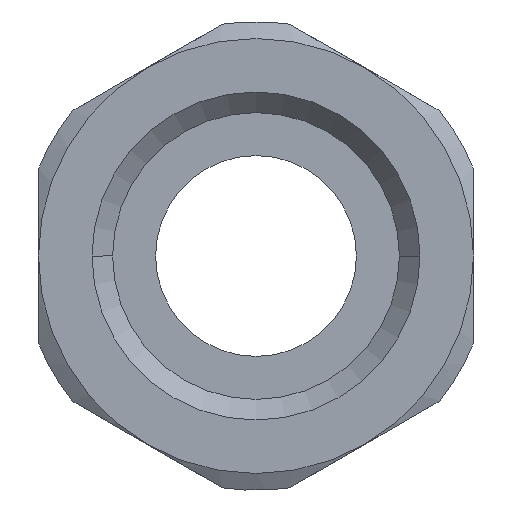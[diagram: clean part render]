
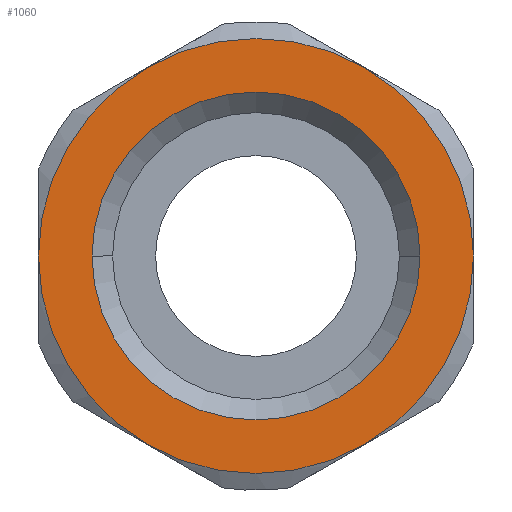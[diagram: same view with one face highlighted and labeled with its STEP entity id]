
A CAD part, front view. The second image highlights one B-rep face of the part: STEP entity #1060.
In plain terms, the highlighted planar face has unit normal (0, -1, 0).
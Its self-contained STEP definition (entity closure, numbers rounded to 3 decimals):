
#1060=ADVANCED_FACE('',(#2647,#2648),#2649,.T.);
#2647=FACE_OUTER_BOUND('',#5177,.T.);
#2648=FACE_BOUND('',#5178,.T.);
#2649=PLANE('',#5179);
#5177=EDGE_LOOP('',(#9374,#9375,#9376,#9377,#9378,#9379));
#5178=EDGE_LOOP('',(#9380,#9381));
#5179=AXIS2_PLACEMENT_3D('',#9382,#9383,#9384);
#9374=ORIENTED_EDGE('',*,*,#15247,.F.);
#9375=ORIENTED_EDGE('',*,*,#15248,.F.);
#9376=ORIENTED_EDGE('',*,*,#15249,.F.);
#9377=ORIENTED_EDGE('',*,*,#15250,.F.);
#9378=ORIENTED_EDGE('',*,*,#15251,.F.);
#9379=ORIENTED_EDGE('',*,*,#15252,.F.);
#9380=ORIENTED_EDGE('',*,*,#15253,.T.);
#9381=ORIENTED_EDGE('',*,*,#15254,.T.);
#9382=CARTESIAN_POINT('',(0.0,-10.35,0.0));
#9383=DIRECTION('',(0.0,-1.0,0.0));
#9384=DIRECTION('',(0.0,0.0,-1.0));
#15247=EDGE_CURVE('',#18331,#18332,#18333,.T.);
#15248=EDGE_CURVE('',#18334,#18331,#18335,.T.);
#15249=EDGE_CURVE('',#17253,#18334,#18336,.T.);
#15250=EDGE_CURVE('',#18337,#17253,#18338,.T.);
#15251=EDGE_CURVE('',#17793,#18337,#18339,.T.);
#15252=EDGE_CURVE('',#18332,#17793,#18340,.T.);
#15253=EDGE_CURVE('',#18341,#18342,#18343,.T.);
#15254=EDGE_CURVE('',#18342,#18341,#18344,.T.);
#17253=VERTEX_POINT('',#21126);
#17793=VERTEX_POINT('',#22074);
#18331=VERTEX_POINT('',#23004);
#18332=VERTEX_POINT('',#23005);
#18333=CIRCLE('',#23006,6.5);
#18334=VERTEX_POINT('',#23007);
#18335=CIRCLE('',#23008,6.5);
#18336=CIRCLE('',#23009,6.5);
#18337=VERTEX_POINT('',#23010);
#18338=CIRCLE('',#23011,6.5);
#18339=CIRCLE('',#23012,6.5);
#18340=CIRCLE('',#23013,6.5);
#18341=VERTEX_POINT('',#23014);
#18342=VERTEX_POINT('',#23015);
#18343=CIRCLE('',#23016,4.9);
#18344=CIRCLE('',#23017,4.9);
#21126=CARTESIAN_POINT('',(-3.25,-10.35,5.629));
#22074=CARTESIAN_POINT('',(-3.25,-10.35,-5.629));
#23004=CARTESIAN_POINT('',(6.5,-10.35,0.0));
#23005=CARTESIAN_POINT('',(3.25,-10.35,-5.629));
#23006=AXIS2_PLACEMENT_3D('',#28301,#28302,#28303);
#23007=CARTESIAN_POINT('',(3.25,-10.35,5.629));
#23008=AXIS2_PLACEMENT_3D('',#28304,#28305,#28306);
#23009=AXIS2_PLACEMENT_3D('',#28307,#28308,#28309);
#23010=CARTESIAN_POINT('',(-6.5,-10.35,0.0));
#23011=AXIS2_PLACEMENT_3D('',#28310,#28311,#28312);
#23012=AXIS2_PLACEMENT_3D('',#28313,#28314,#28315);
#23013=AXIS2_PLACEMENT_3D('',#28316,#28317,#28318);
#23014=CARTESIAN_POINT('',(4.9,-10.35,0.0));
#23015=CARTESIAN_POINT('',(-4.9,-10.35,0.));
#23016=AXIS2_PLACEMENT_3D('',#28319,#28320,#28321);
#23017=AXIS2_PLACEMENT_3D('',#28322,#28323,#28324);
#28301=CARTESIAN_POINT('',(0.0,-10.35,0.0));
#28302=DIRECTION('',(-0.0,1.0,0.0));
#28303=DIRECTION('',(1.0,0.0,0.0));
#28304=CARTESIAN_POINT('',(0.0,-10.35,0.0));
#28305=DIRECTION('',(-0.0,1.0,0.0));
#28306=DIRECTION('',(0.5,0.0,0.866));
#28307=CARTESIAN_POINT('',(0.0,-10.35,0.0));
#28308=DIRECTION('',(0.0,1.0,0.0));
#28309=DIRECTION('',(-0.5,0.0,0.866));
#28310=CARTESIAN_POINT('',(0.0,-10.35,0.0));
#28311=DIRECTION('',(0.0,1.0,0.0));
#28312=DIRECTION('',(-1.0,0.0,0.0));
#28313=CARTESIAN_POINT('',(0.0,-10.35,0.0));
#28314=DIRECTION('',(0.0,1.0,0.0));
#28315=DIRECTION('',(-0.5,0.0,-0.866));
#28316=CARTESIAN_POINT('',(0.0,-10.35,0.0));
#28317=DIRECTION('',(0.0,1.0,0.0));
#28318=DIRECTION('',(0.5,0.0,-0.866));
#28319=CARTESIAN_POINT('',(0.0,-10.35,0.0));
#28320=DIRECTION('',(0.0,1.0,0.0));
#28321=DIRECTION('',(-1.0,0.0,0.0));
#28322=CARTESIAN_POINT('',(0.0,-10.35,0.0));
#28323=DIRECTION('',(0.0,1.0,0.0));
#28324=DIRECTION('',(-1.0,0.0,0.0));
